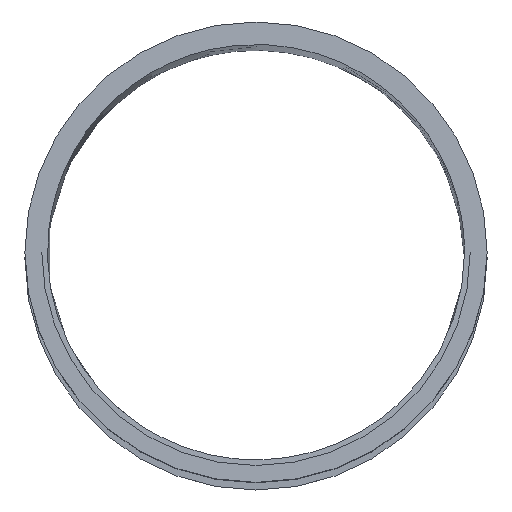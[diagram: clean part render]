
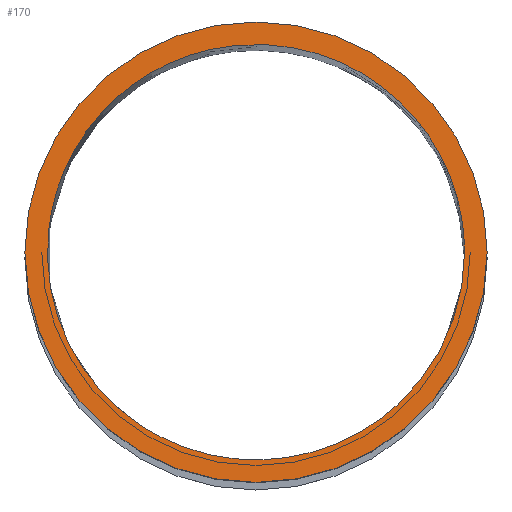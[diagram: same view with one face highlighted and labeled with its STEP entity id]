
A CAD part, top view. The second image highlights one B-rep face of the part: STEP entity #170.
In plain terms, the highlighted planar face has unit normal (0, 0.087, 0.996).
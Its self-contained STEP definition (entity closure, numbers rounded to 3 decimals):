
#21=PLANE('',#188);
#27=FACE_BOUND('',#54,.T.);
#28=FACE_BOUND('',#55,.T.);
#39=FACE_OUTER_BOUND('',#53,.T.);
#53=EDGE_LOOP('',(#150));
#54=EDGE_LOOP('',(#151));
#55=EDGE_LOOP('',(#152,#153));
#63=CIRCLE('',#181,76.);
#66=CIRCLE('',#186,82.);
#77=B_SPLINE_CURVE_WITH_KNOTS('',3,(#543,#544,#545,#546,#547,#548,#549,
#550,#551,#552,#553,#554,#555,#556,#557,#558,#559,#560,#561,#562,#563,#564,
#565,#566,#567,#568,#569,#570,#571,#572,#573,#574,#575,#576,#577,#578,#579,
#580,#581,#582,#583,#584,#585,#586,#587,#588,#589,#590,#591,#592,#593,#594,
#595,#596,#597,#598,#599,#600,#601,#602,#603,#604,#605,#606,#607,#608,#609,
#610,#611,#612,#613,#614,#615,#616,#617,#618,#619,#620,#621,#622,#623,#624,
#625,#626,#627,#628,#629,#630,#631,#632,#633,#634,#635,#636,#637,#638,#639,
#640,#641,#642,#643,#644,#645),.UNSPECIFIED.,.T.,.F.,(4,3,3,3,3,3,3,3,3,
3,3,3,3,3,3,3,3,3,3,3,3,3,3,3,3,3,3,3,3,3,3,3,3,3,4),(4.202,
5.781,7.534,8.672,10.866,11.563,
13.086,14.454,15.306,17.344,17.528,
19.75,20.235,21.971,23.126,24.191,
26.017,26.411,28.634,28.907,30.855,
31.798,33.075,34.689,35.295,37.517,
37.579,40.47,40.848,43.361,44.179,
44.998,46.634,47.503,50.836),
 .UNSPECIFIED.);
#87=VERTEX_POINT('',#372);
#88=VERTEX_POINT('',#379);
#91=VERTEX_POINT('',#414);
#93=VERTEX_POINT('',#538);
#105=EDGE_CURVE('',#87,#88,#63,.T.);
#110=EDGE_CURVE('',#91,#91,#66,.T.);
#113=EDGE_CURVE('',#93,#93,#77,.T.);
#150=ORIENTED_EDGE('',*,*,#110,.F.);
#151=ORIENTED_EDGE('',*,*,#113,.T.);
#152=ORIENTED_EDGE('',*,*,#105,.F.);
#153=ORIENTED_EDGE('',*,*,#105,.T.);
#170=ADVANCED_FACE('',(#39,#27,#28),#21,.F.);
#181=AXIS2_PLACEMENT_3D('',#380,#207,#208);
#186=AXIS2_PLACEMENT_3D('',#415,#217,#218);
#188=AXIS2_PLACEMENT_3D('',#646,#221,#222);
#207=DIRECTION('center_axis',(0.,-0.087,-0.996));
#208=DIRECTION('ref_axis',(-1.,0.,0.));
#217=DIRECTION('center_axis',(0.,-0.087,-0.996));
#218=DIRECTION('ref_axis',(-1.,0.,0.));
#221=DIRECTION('center_axis',(0.,-0.087,-0.996));
#222=DIRECTION('ref_axis',(-1.,0.,0.));
#372=CARTESIAN_POINT('',(76.,2.558,58.582));
#379=CARTESIAN_POINT('',(-76.,2.558,58.582));
#380=CARTESIAN_POINT('Origin',(0.,2.558,58.582));
#414=CARTESIAN_POINT('',(82.,2.558,58.582));
#415=CARTESIAN_POINT('Origin',(0.,2.558,58.582));
#538=CARTESIAN_POINT('',(74.,2.558,58.582));
#543=CARTESIAN_POINT('Ctrl Pts',(74.004,2.558,58.582));
#544=CARTESIAN_POINT('Ctrl Pts',(74.004,-2.662,59.039));
#545=CARTESIAN_POINT('Ctrl Pts',(73.44,-7.881,59.496));
#546=CARTESIAN_POINT('Ctrl Pts',(72.328,-13.008,59.944));
#547=CARTESIAN_POINT('Ctrl Pts',(71.094,-18.698,60.442));
#548=CARTESIAN_POINT('Ctrl Pts',(69.199,-24.211,60.924));
#549=CARTESIAN_POINT('Ctrl Pts',(66.676,-29.429,61.381));
#550=CARTESIAN_POINT('Ctrl Pts',(65.037,-32.818,61.677));
#551=CARTESIAN_POINT('Ctrl Pts',(63.133,-36.082,61.963));
#552=CARTESIAN_POINT('Ctrl Pts',(60.981,-39.195,62.235));
#553=CARTESIAN_POINT('Ctrl Pts',(56.835,-45.195,62.76));
#554=CARTESIAN_POINT('Ctrl Pts',(51.836,-50.55,63.229));
#555=CARTESIAN_POINT('Ctrl Pts',(46.141,-55.078,63.625));
#556=CARTESIAN_POINT('Ctrl Pts',(44.331,-56.517,63.751));
#557=CARTESIAN_POINT('Ctrl Pts',(42.451,-57.872,63.869));
#558=CARTESIAN_POINT('Ctrl Pts',(40.506,-59.138,63.98));
#559=CARTESIAN_POINT('Ctrl Pts',(36.256,-61.906,64.222));
#560=CARTESIAN_POINT('Ctrl Pts',(31.741,-64.225,64.425));
#561=CARTESIAN_POINT('Ctrl Pts',(27.036,-66.064,64.586));
#562=CARTESIAN_POINT('Ctrl Pts',(22.812,-67.714,64.73));
#563=CARTESIAN_POINT('Ctrl Pts',(18.434,-68.977,64.841));
#564=CARTESIAN_POINT('Ctrl Pts',(13.958,-69.834,64.916));
#565=CARTESIAN_POINT('Ctrl Pts',(11.167,-70.369,64.963));
#566=CARTESIAN_POINT('Ctrl Pts',(8.353,-70.742,64.995));
#567=CARTESIAN_POINT('Ctrl Pts',(5.53,-70.953,65.014));
#568=CARTESIAN_POINT('Ctrl Pts',(-1.218,-71.457,65.058));
#569=CARTESIAN_POINT('Ctrl Pts',(-8.018,-71.036,65.021));
#570=CARTESIAN_POINT('Ctrl Pts',(-14.677,-69.694,64.904));
#571=CARTESIAN_POINT('Ctrl Pts',(-15.276,-69.574,64.893));
#572=CARTESIAN_POINT('Ctrl Pts',(-15.873,-69.446,64.882));
#573=CARTESIAN_POINT('Ctrl Pts',(-16.467,-69.311,64.87));
#574=CARTESIAN_POINT('Ctrl Pts',(-23.682,-67.67,64.727));
#575=CARTESIAN_POINT('Ctrl Pts',(-30.603,-64.963,64.49));
#576=CARTESIAN_POINT('Ctrl Pts',(-37.002,-61.283,64.168));
#577=CARTESIAN_POINT('Ctrl Pts',(-38.398,-60.48,64.097));
#578=CARTESIAN_POINT('Ctrl Pts',(-39.77,-59.63,64.023));
#579=CARTESIAN_POINT('Ctrl Pts',(-41.115,-58.734,63.945));
#580=CARTESIAN_POINT('Ctrl Pts',(-45.923,-55.531,63.665));
#581=CARTESIAN_POINT('Ctrl Pts',(-50.33,-51.787,63.337));
#582=CARTESIAN_POINT('Ctrl Pts',(-54.247,-47.582,62.969));
#583=CARTESIAN_POINT('Ctrl Pts',(-56.854,-44.782,62.724));
#584=CARTESIAN_POINT('Ctrl Pts',(-59.244,-41.778,62.461));
#585=CARTESIAN_POINT('Ctrl Pts',(-61.395,-38.595,62.183));
#586=CARTESIAN_POINT('Ctrl Pts',(-63.376,-35.662,61.926));
#587=CARTESIAN_POINT('Ctrl Pts',(-65.14,-32.598,61.658));
#588=CARTESIAN_POINT('Ctrl Pts',(-66.673,-29.427,61.381));
#589=CARTESIAN_POINT('Ctrl Pts',(-69.302,-23.988,60.905));
#590=CARTESIAN_POINT('Ctrl Pts',(-71.255,-18.235,60.401));
#591=CARTESIAN_POINT('Ctrl Pts',(-72.482,-12.296,59.882));
#592=CARTESIAN_POINT('Ctrl Pts',(-72.747,-11.012,59.77));
#593=CARTESIAN_POINT('Ctrl Pts',(-72.978,-9.722,59.657));
#594=CARTESIAN_POINT('Ctrl Pts',(-73.174,-8.429,59.544));
#595=CARTESIAN_POINT('Ctrl Pts',(-74.275,-1.148,58.907));
#596=CARTESIAN_POINT('Ctrl Pts',(-74.277,6.26,58.259));
#597=CARTESIAN_POINT('Ctrl Pts',(-73.175,13.545,57.621));
#598=CARTESIAN_POINT('Ctrl Pts',(-73.039,14.441,57.543));
#599=CARTESIAN_POINT('Ctrl Pts',(-72.887,15.336,57.464));
#600=CARTESIAN_POINT('Ctrl Pts',(-72.718,16.228,57.386));
#601=CARTESIAN_POINT('Ctrl Pts',(-71.513,22.582,56.83));
#602=CARTESIAN_POINT('Ctrl Pts',(-69.478,28.739,56.292));
#603=CARTESIAN_POINT('Ctrl Pts',(-66.673,34.542,55.784));
#604=CARTESIAN_POINT('Ctrl Pts',(-65.315,37.352,55.538));
#605=CARTESIAN_POINT('Ctrl Pts',(-63.775,40.079,55.3));
#606=CARTESIAN_POINT('Ctrl Pts',(-62.062,42.705,55.07));
#607=CARTESIAN_POINT('Ctrl Pts',(-59.744,46.262,54.759));
#608=CARTESIAN_POINT('Ctrl Pts',(-57.129,49.605,54.466));
#609=CARTESIAN_POINT('Ctrl Pts',(-54.247,52.699,54.196));
#610=CARTESIAN_POINT('Ctrl Pts',(-50.605,56.608,53.854));
#611=CARTESIAN_POINT('Ctrl Pts',(-46.538,60.12,53.546));
#612=CARTESIAN_POINT('Ctrl Pts',(-42.115,63.171,53.279));
#613=CARTESIAN_POINT('Ctrl Pts',(-40.453,64.318,53.179));
#614=CARTESIAN_POINT('Ctrl Pts',(-38.747,65.394,53.085));
#615=CARTESIAN_POINT('Ctrl Pts',(-37.001,66.399,52.997));
#616=CARTESIAN_POINT('Ctrl Pts',(-30.607,70.078,52.675));
#617=CARTESIAN_POINT('Ctrl Pts',(-23.686,72.792,52.438));
#618=CARTESIAN_POINT('Ctrl Pts',(-16.468,74.431,52.294));
#619=CARTESIAN_POINT('Ctrl Pts',(-16.266,74.477,52.29));
#620=CARTESIAN_POINT('Ctrl Pts',(-16.064,74.522,52.286));
#621=CARTESIAN_POINT('Ctrl Pts',(-15.862,74.566,52.283));
#622=CARTESIAN_POINT('Ctrl Pts',(-6.45,76.618,52.103));
#623=CARTESIAN_POINT('Ctrl Pts',(3.279,76.82,52.085));
#624=CARTESIAN_POINT('Ctrl Pts',(12.77,75.17,52.23));
#625=CARTESIAN_POINT('Ctrl Pts',(14.01,74.954,52.249));
#626=CARTESIAN_POINT('Ctrl Pts',(15.243,74.707,52.27));
#627=CARTESIAN_POINT('Ctrl Pts',(16.467,74.429,52.294));
#628=CARTESIAN_POINT('Ctrl Pts',(24.615,72.577,52.457));
#629=CARTESIAN_POINT('Ctrl Pts',(32.398,69.349,52.739));
#630=CARTESIAN_POINT('Ctrl Pts',(39.486,64.901,53.128));
#631=CARTESIAN_POINT('Ctrl Pts',(41.792,63.454,53.255));
#632=CARTESIAN_POINT('Ctrl Pts',(44.015,61.883,53.392));
#633=CARTESIAN_POINT('Ctrl Pts',(46.142,60.193,53.54));
#634=CARTESIAN_POINT('Ctrl Pts',(48.273,58.5,53.688));
#635=CARTESIAN_POINT('Ctrl Pts',(50.309,56.688,53.847));
#636=CARTESIAN_POINT('Ctrl Pts',(52.241,54.766,54.015));
#637=CARTESIAN_POINT('Ctrl Pts',(56.102,50.927,54.351));
#638=CARTESIAN_POINT('Ctrl Pts',(59.529,46.675,54.723));
#639=CARTESIAN_POINT('Ctrl Pts',(62.458,42.09,55.124));
#640=CARTESIAN_POINT('Ctrl Pts',(64.012,39.658,55.337));
#641=CARTESIAN_POINT('Ctrl Pts',(65.422,37.137,55.557));
#642=CARTESIAN_POINT('Ctrl Pts',(66.676,34.543,55.784));
#643=CARTESIAN_POINT('Ctrl Pts',(71.487,24.59,56.655));
#644=CARTESIAN_POINT('Ctrl Pts',(74.003,13.573,57.619));
#645=CARTESIAN_POINT('Ctrl Pts',(74.004,2.558,58.582));
#646=CARTESIAN_POINT('Origin',(0.,2.558,58.582));
